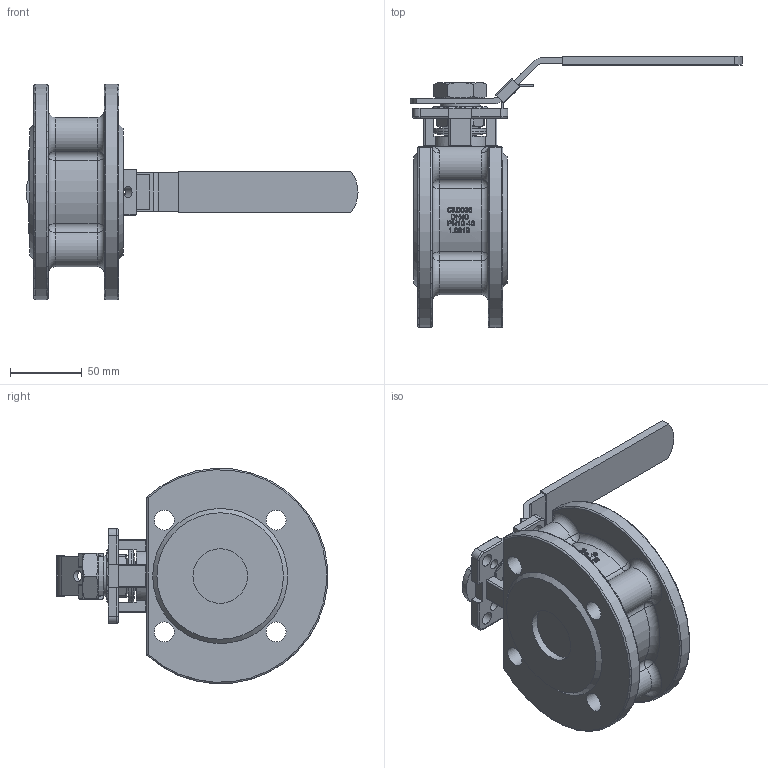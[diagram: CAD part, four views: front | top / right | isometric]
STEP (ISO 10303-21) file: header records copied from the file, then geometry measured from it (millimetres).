
FILE_DESCRIPTION(/* description */ ('Kugelhahn DN40 handbetätigt - Konturvereinfachung'),/* implementation_level */ '2;1');
FILE_NAME(/* name */ '79-40-40.stp',/* time_stamp */ '2016-10-31T12:22:40+01:00',/* author */ ('sci'),/* organization */ (''),/* preprocessor_version */ 'ST-DEVELOPER v16.1',/* originating_system */ 'Autodesk Inventor 2016',/* authorisation */ '');
FILE_SCHEMA (('AUTOMOTIVE_DESIGN { 1 0 10303 214 3 1 1 }'));
Products named in the file (1): ENG-006105
Bounding box: 231 x 188.74 x 149.74 mm (x, y, z)
Volume: 782013.8 mm3; surface area: 120679.1 mm2
Topology: 1 solids, 1 shells, 1307 faces, 3737 edges, 2383 vertices
Faces by surface type: plane 549, cylinder 365, bspline 262, torus 54, sphere 40, cone 37
Full cylindrical faces by diameter (mm): 5 x4, 7 x4, 8 x2, 9 x4, 13.835 x4, 17.323 x1, 20 x1, 28 x1, 38 x2, 38.6 x2, 40 x1
Entity records: 102507 total; most frequent: CARTESIAN_POINT 69738, ORIENTED_EDGE 7300, DIRECTION 5379, EDGE_CURVE 3645, VERTEX_POINT 2362, LINE 1889, VECTOR 1889, AXIS2_PLACEMENT_3D 1745
